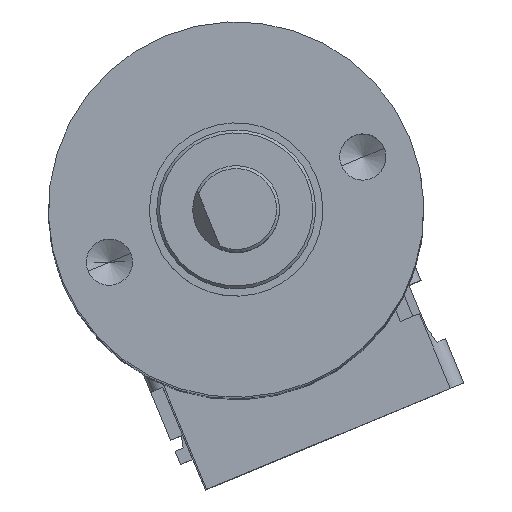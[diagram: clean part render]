
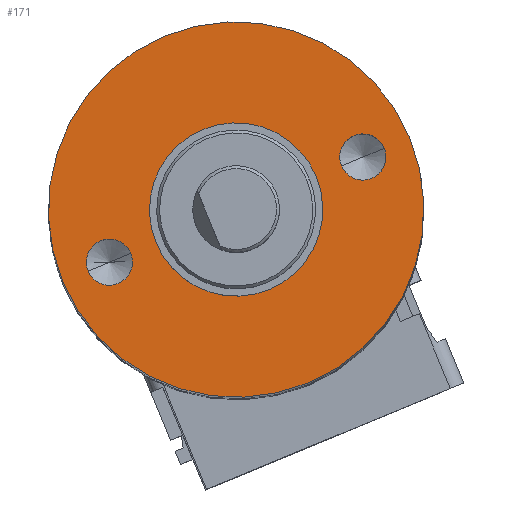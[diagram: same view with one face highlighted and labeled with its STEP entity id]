
A CAD part, top view. The second image highlights one B-rep face of the part: STEP entity #171.
In plain terms, the highlighted planar face has unit normal (0, 0, 1).
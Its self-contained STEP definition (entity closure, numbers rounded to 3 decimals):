
#171 = ADVANCED_FACE ( 'NONE', ( #13399, #17340, #6052, #9497 ), #13231, .F. ) ;
#342 = ORIENTED_EDGE ( 'NONE', *, *, #14830, .F. ) ;
#683 = CARTESIAN_POINT ( 'NONE',  ( -17.067, 0.785, 42.547 ) ) ;
#856 = EDGE_CURVE ( 'NONE', #13023, #19014, #3748, .T. ) ;
#1320 = EDGE_LOOP ( 'NONE', ( #12806, #16120 ) ) ;
#1454 = VERTEX_POINT ( 'NONE', #9257 ) ;
#1523 = DIRECTION ( 'NONE',  ( 0., 0., 1. ) ) ;
#1782 = AXIS2_PLACEMENT_3D ( 'NONE', #12095, #3307, #13584 ) ;
#2182 = DIRECTION ( 'NONE',  ( -0.924, -0.383, 0. ) ) ;
#2262 = CIRCLE ( 'NONE', #7185, 6.5 ) ;
#2521 = ORIENTED_EDGE ( 'NONE', *, *, #14165, .F. ) ;
#2901 = CARTESIAN_POINT ( 'NONE',  ( -12.679, 2.605, 42.547 ) ) ;
#2928 = CIRCLE ( 'NONE', #19086, 0.8 ) ;
#3077 = DIRECTION ( 'NONE',  ( 0., 0., 1. ) ) ;
#3222 = ORIENTED_EDGE ( 'NONE', *, *, #856, .F. ) ;
#3307 = DIRECTION ( 'NONE',  ( 0., 0., -1. ) ) ;
#3517 = AXIS2_PLACEMENT_3D ( 'NONE', #11873, #3077, #13362 ) ;
#3692 = ORIENTED_EDGE ( 'NONE', *, *, #17323, .F. ) ;
#3748 = CIRCLE ( 'NONE', #6655, 6.5 ) ;
#4118 = CARTESIAN_POINT ( 'NONE',  ( -22.193, -1.34, 42.547 ) ) ;
#4398 = DIRECTION ( 'NONE',  ( 0.924, 0.383, 0. ) ) ;
#5300 = VERTEX_POINT ( 'NONE', #19051 ) ;
#6052 = FACE_BOUND ( 'NONE', #1320, .T. ) ;
#6168 = EDGE_CURVE ( 'NONE', #11008, #16775, #13420, .T. ) ;
#6495 = CIRCLE ( 'NONE', #3517, 0.8 ) ;
#6543 = EDGE_CURVE ( 'NONE', #1454, #17167, #6495, .T. ) ;
#6655 = AXIS2_PLACEMENT_3D ( 'NONE', #8067, #7943, #7882 ) ;
#6689 = CARTESIAN_POINT ( 'NONE',  ( -17.067, 0.785, 42.547 ) ) ;
#6781 = CARTESIAN_POINT ( 'NONE',  ( -12.679, 2.605, 42.547 ) ) ;
#7185 = AXIS2_PLACEMENT_3D ( 'NONE', #683, #10990, #2182 ) ;
#7204 = CARTESIAN_POINT ( 'NONE',  ( -11.062, 3.275, 42.547 ) ) ;
#7248 = EDGE_CURVE ( 'NONE', #5300, #19082, #11747, .T. ) ;
#7258 = AXIS2_PLACEMENT_3D ( 'NONE', #10337, #1523, #11803 ) ;
#7882 = DIRECTION ( 'NONE',  ( -0.924, -0.383, 0. ) ) ;
#7943 = DIRECTION ( 'NONE',  ( 0., 0., -1. ) ) ;
#7988 = EDGE_LOOP ( 'NONE', ( #13257, #3692 ) ) ;
#8067 = CARTESIAN_POINT ( 'NONE',  ( -17.067, 0.785, 42.547 ) ) ;
#8155 = DIRECTION ( 'NONE',  ( -0.924, -0.383, 0. ) ) ;
#8266 = DIRECTION ( 'NONE',  ( 0.924, 0.383, 0. ) ) ;
#8597 = CIRCLE ( 'NONE', #7258, 0.8 ) ;
#9257 = CARTESIAN_POINT ( 'NONE',  ( -20.715, -0.728, 42.547 ) ) ;
#9497 = FACE_OUTER_BOUND ( 'NONE', #16067, .T. ) ;
#9766 = CARTESIAN_POINT ( 'NONE',  ( -11.94, 2.911, 42.547 ) ) ;
#9879 = ORIENTED_EDGE ( 'NONE', *, *, #6168, .F. ) ;
#10337 = CARTESIAN_POINT ( 'NONE',  ( -21.454, -1.034, 42.547 ) ) ;
#10990 = DIRECTION ( 'NONE',  ( 0., 0., -1. ) ) ;
#11008 = VERTEX_POINT ( 'NONE', #9766 ) ;
#11614 = AXIS2_PLACEMENT_3D ( 'NONE', #6781, #17087, #8266 ) ;
#11747 = CIRCLE ( 'NONE', #1782, 3. ) ;
#11803 = DIRECTION ( 'NONE',  ( 0.924, 0.383, 0. ) ) ;
#11873 = CARTESIAN_POINT ( 'NONE',  ( -21.454, -1.034, 42.547 ) ) ;
#12095 = CARTESIAN_POINT ( 'NONE',  ( -17.067, 0.785, 42.547 ) ) ;
#12673 = DIRECTION ( 'NONE',  ( -0.924, -0.383, 0. ) ) ;
#12726 = DIRECTION ( 'NONE',  ( 0., 0., -1. ) ) ;
#12806 = ORIENTED_EDGE ( 'NONE', *, *, #7248, .T. ) ;
#12849 = CARTESIAN_POINT ( 'NONE',  ( -17.067, 0.785, 42.547 ) ) ;
#13023 = VERTEX_POINT ( 'NONE', #14066 ) ;
#13174 = DIRECTION ( 'NONE',  ( 0., 0., 1. ) ) ;
#13231 = PLANE ( 'NONE',  #18610 ) ;
#13257 = ORIENTED_EDGE ( 'NONE', *, *, #6543, .F. ) ;
#13362 = DIRECTION ( 'NONE',  ( 0.924, 0.383, 0. ) ) ;
#13399 = FACE_BOUND ( 'NONE', #7988, .T. ) ;
#13420 = CIRCLE ( 'NONE', #11614, 0.8 ) ;
#13521 = AXIS2_PLACEMENT_3D ( 'NONE', #6689, #16981, #8155 ) ;
#13584 = DIRECTION ( 'NONE',  ( -0.924, -0.383, 0. ) ) ;
#14066 = CARTESIAN_POINT ( 'NONE',  ( -23.071, -1.704, 42.547 ) ) ;
#14165 = EDGE_CURVE ( 'NONE', #19014, #13023, #2262, .T. ) ;
#14775 = CARTESIAN_POINT ( 'NONE',  ( -14.295, 1.935, 42.547 ) ) ;
#14830 = EDGE_CURVE ( 'NONE', #16775, #11008, #2928, .T. ) ;
#15602 = EDGE_LOOP ( 'NONE', ( #9879, #342 ) ) ;
#16067 = EDGE_LOOP ( 'NONE', ( #2521, #3222 ) ) ;
#16120 = ORIENTED_EDGE ( 'NONE', *, *, #17036, .T. ) ;
#16345 = CARTESIAN_POINT ( 'NONE',  ( -13.418, 2.299, 42.547 ) ) ;
#16775 = VERTEX_POINT ( 'NONE', #16345 ) ;
#16981 = DIRECTION ( 'NONE',  ( 0., 0., -1. ) ) ;
#17036 = EDGE_CURVE ( 'NONE', #19082, #5300, #18059, .T. ) ;
#17087 = DIRECTION ( 'NONE',  ( 0., 0., 1. ) ) ;
#17167 = VERTEX_POINT ( 'NONE', #4118 ) ;
#17323 = EDGE_CURVE ( 'NONE', #17167, #1454, #8597, .T. ) ;
#17340 = FACE_BOUND ( 'NONE', #15602, .T. ) ;
#18059 = CIRCLE ( 'NONE', #13521, 3. ) ;
#18610 = AXIS2_PLACEMENT_3D ( 'NONE', #12849, #12726, #12673 ) ;
#19014 = VERTEX_POINT ( 'NONE', #7204 ) ;
#19051 = CARTESIAN_POINT ( 'NONE',  ( -19.838, -0.364, 42.547 ) ) ;
#19082 = VERTEX_POINT ( 'NONE', #14775 ) ;
#19086 = AXIS2_PLACEMENT_3D ( 'NONE', #2901, #13174, #4398 ) ;
